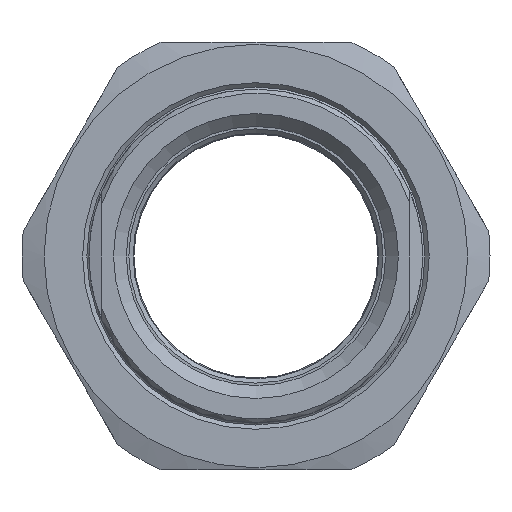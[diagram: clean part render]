
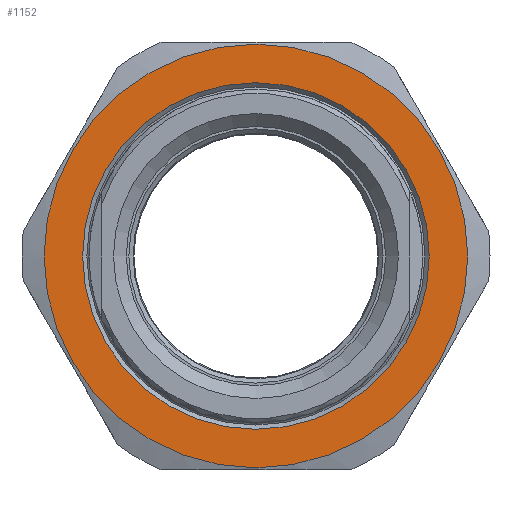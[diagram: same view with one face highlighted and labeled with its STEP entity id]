
A CAD part, left-side view. The second image highlights one B-rep face of the part: STEP entity #1152.
In plain terms, the highlighted planar face has unit normal (-1, 0, 0).
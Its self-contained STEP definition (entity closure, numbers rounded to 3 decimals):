
#53=FACE_BOUND('',#218,.T.);
#109=PLANE('',#1316);
#145=FACE_OUTER_BOUND('',#217,.T.);
#217=EDGE_LOOP('',(#856));
#218=EDGE_LOOP('',(#857));
#408=CIRCLE('',#1306,24.75);
#409=CIRCLE('',#1311,20.25);
#512=VERTEX_POINT('',#1963);
#513=VERTEX_POINT('',#1973);
#639=EDGE_CURVE('',#512,#512,#408,.T.);
#641=EDGE_CURVE('',#513,#513,#409,.T.);
#856=ORIENTED_EDGE('',*,*,#639,.T.);
#857=ORIENTED_EDGE('',*,*,#641,.F.);
#1152=ADVANCED_FACE('',(#145,#53),#109,.F.);
#1306=AXIS2_PLACEMENT_3D('',#1965,#1523,#1524);
#1311=AXIS2_PLACEMENT_3D('',#1974,#1533,#1534);
#1316=AXIS2_PLACEMENT_3D('',#1984,#1545,#1546);
#1523=DIRECTION('center_axis',(-1.,0.,0.));
#1524=DIRECTION('ref_axis',(0.,1.,0.));
#1533=DIRECTION('center_axis',(-1.,0.,0.));
#1534=DIRECTION('ref_axis',(0.,-1.,0.));
#1545=DIRECTION('center_axis',(1.,0.,0.));
#1546=DIRECTION('ref_axis',(0.,0.,-1.));
#1963=CARTESIAN_POINT('',(-18.5,-24.75,0.));
#1965=CARTESIAN_POINT('Origin',(-18.5,0.,0.));
#1973=CARTESIAN_POINT('',(-18.5,20.25,0.));
#1974=CARTESIAN_POINT('Origin',(-18.5,0.,0.));
#1984=CARTESIAN_POINT('Origin',(-18.5,0.,0.));
